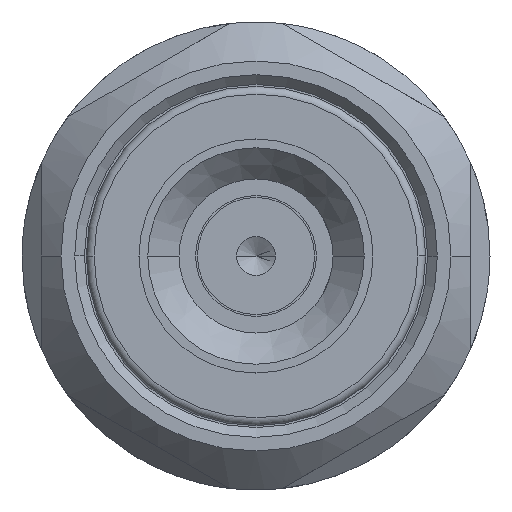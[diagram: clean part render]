
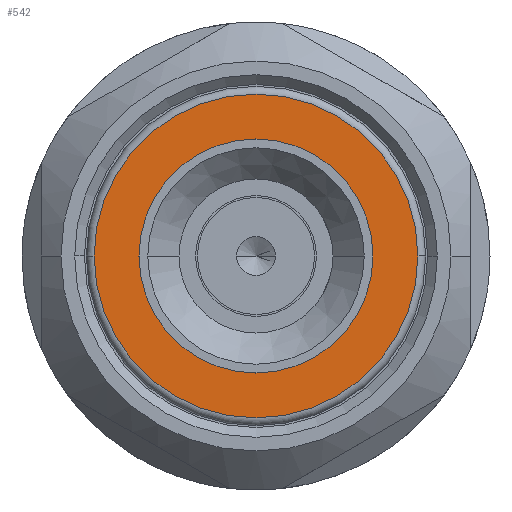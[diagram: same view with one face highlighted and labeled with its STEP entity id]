
A CAD part, left-side view. The second image highlights one B-rep face of the part: STEP entity #542.
In plain terms, the highlighted planar face has unit normal (-1, 0, 0).
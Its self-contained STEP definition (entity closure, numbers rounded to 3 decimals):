
#276 = CARTESIAN_POINT ( 'NONE',  ( -15.55, 0., 0. ) ) ;
#542 = ADVANCED_FACE ( 'NONE', ( #5367, #2895 ), #6109, .F. ) ;
#560 = EDGE_CURVE ( 'NONE', #2873, #3740, #3202, .T. ) ;
#660 = DIRECTION ( 'NONE',  ( 1., 0., 0. ) ) ;
#749 = EDGE_CURVE ( 'NONE', #10406, #7365, #6395, .T. ) ;
#1011 = DIRECTION ( 'NONE',  ( 1., 0., 0. ) ) ;
#1200 = AXIS2_PLACEMENT_3D ( 'NONE', #276, #1011, #6545 ) ;
#1270 = DIRECTION ( 'NONE',  ( 0., -1., 0. ) ) ;
#1596 = CARTESIAN_POINT ( 'NONE',  ( -15.55, -3., 0. ) ) ;
#1862 = AXIS2_PLACEMENT_3D ( 'NONE', #10363, #7796, #7215 ) ;
#2328 = CARTESIAN_POINT ( 'NONE',  ( -15.55, -4.15, 0. ) ) ;
#2368 = AXIS2_PLACEMENT_3D ( 'NONE', #5268, #6799, #8368 ) ;
#2539 = ORIENTED_EDGE ( 'NONE', *, *, #749, .F. ) ;
#2708 = CIRCLE ( 'NONE', #1200, 3. ) ;
#2873 = VERTEX_POINT ( 'NONE', #1596 ) ;
#2895 = FACE_BOUND ( 'NONE', #7636, .T. ) ;
#2925 = DIRECTION ( 'NONE',  ( 0., 1., 0. ) ) ;
#3074 = EDGE_CURVE ( 'NONE', #3740, #2873, #2708, .T. ) ;
#3202 = CIRCLE ( 'NONE', #2368, 3. ) ;
#3639 = EDGE_CURVE ( 'NONE', #7365, #10406, #7933, .T. ) ;
#3740 = VERTEX_POINT ( 'NONE', #8030 ) ;
#5268 = CARTESIAN_POINT ( 'NONE',  ( -15.55, 0., 0. ) ) ;
#5317 = CARTESIAN_POINT ( 'NONE',  ( -15.55, -3., 0. ) ) ;
#5331 = ORIENTED_EDGE ( 'NONE', *, *, #560, .T. ) ;
#5367 = FACE_OUTER_BOUND ( 'NONE', #10074, .T. ) ;
#5685 = CARTESIAN_POINT ( 'NONE',  ( -15.55, 4.15, 0. ) ) ;
#6109 = PLANE ( 'NONE',  #9263 ) ;
#6340 = ORIENTED_EDGE ( 'NONE', *, *, #3639, .F. ) ;
#6395 = CIRCLE ( 'NONE', #1862, 4.15 ) ;
#6545 = DIRECTION ( 'NONE',  ( 0., 1., 0. ) ) ;
#6799 = DIRECTION ( 'NONE',  ( 1., 0., 0. ) ) ;
#7215 = DIRECTION ( 'NONE',  ( 0., 1., 0. ) ) ;
#7365 = VERTEX_POINT ( 'NONE', #2328 ) ;
#7634 = DIRECTION ( 'NONE',  ( 1., 0., 0. ) ) ;
#7636 = EDGE_LOOP ( 'NONE', ( #8421, #5331 ) ) ;
#7760 = AXIS2_PLACEMENT_3D ( 'NONE', #7873, #660, #2925 ) ;
#7796 = DIRECTION ( 'NONE',  ( 1., 0., 0. ) ) ;
#7873 = CARTESIAN_POINT ( 'NONE',  ( -15.55, 0., 0. ) ) ;
#7933 = CIRCLE ( 'NONE', #7760, 4.15 ) ;
#8030 = CARTESIAN_POINT ( 'NONE',  ( -15.55, 3., 0. ) ) ;
#8368 = DIRECTION ( 'NONE',  ( 0., 1., 0. ) ) ;
#8421 = ORIENTED_EDGE ( 'NONE', *, *, #3074, .T. ) ;
#9263 = AXIS2_PLACEMENT_3D ( 'NONE', #5317, #7634, #1270 ) ;
#10074 = EDGE_LOOP ( 'NONE', ( #2539, #6340 ) ) ;
#10363 = CARTESIAN_POINT ( 'NONE',  ( -15.55, 0., 0. ) ) ;
#10406 = VERTEX_POINT ( 'NONE', #5685 ) ;
